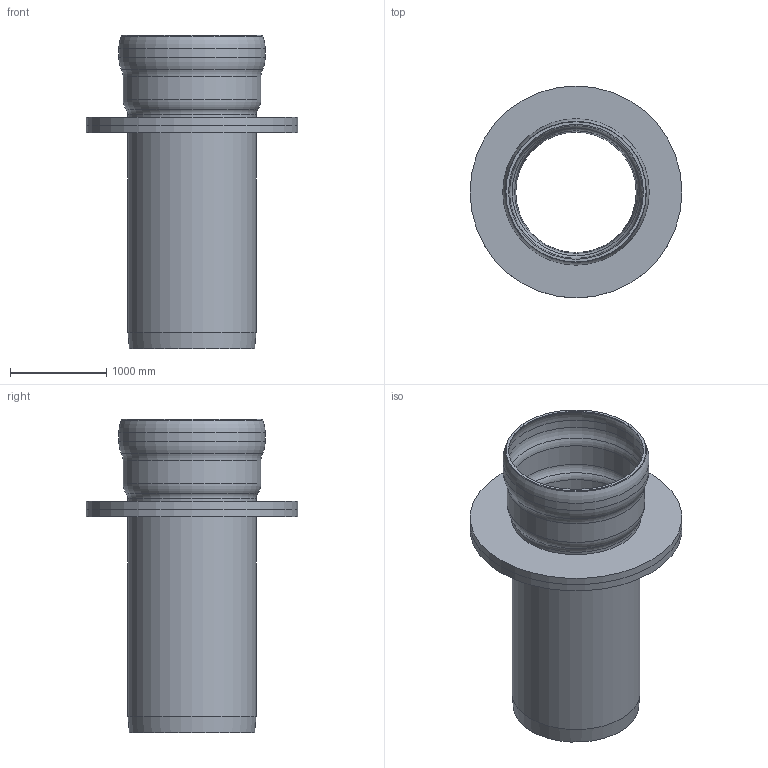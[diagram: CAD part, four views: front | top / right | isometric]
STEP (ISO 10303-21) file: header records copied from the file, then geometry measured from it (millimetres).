
FILE_DESCRIPTION(/* description */ (''),/* implementation_level */ '2;1');
FILE_NAME(/* name */ '82650.125X_3D.stp',/* time_stamp */ '2024-12-12T09:49:34+01:00',/* author */ ('CAD'),/* organization */ (''),/* preprocessor_version */ 'ST-DEVELOPER v20',/* originating_system */ 'AutoCAD Mechanical',/* authorisation */ '');
FILE_SCHEMA (('AUTOMOTIVE_DESIGN { 1 0 10303 214 3 1 1 }'));
Length unit declared in the file: centimetre
Products named in the file (1): Product
Bounding box: 2200 x 2200 x 3250 mm (x, y, z)
Volume: 722652077.2 mm3; surface area: 38965449.8 mm2
Topology: 3 solids, 3 shells, 31 faces, 66 edges, 42 vertices
Faces by surface type: cylinder 10, torus 10, plane 7, cone 4
Full cylindrical faces by diameter (mm): 1280 x1, 1330 x1, 1350 x2, 1380 x1, 1430 x1, 1470 x1, 1520 x1, 2200 x2
Entity records: 905 total; most frequent: DIRECTION 182, CARTESIAN_POINT 140, ORIENTED_EDGE 132, AXIS2_PLACEMENT_3D 84, EDGE_CURVE 66, CIRCLE 52, VERTEX_POINT 42, EDGE_LOOP 38
